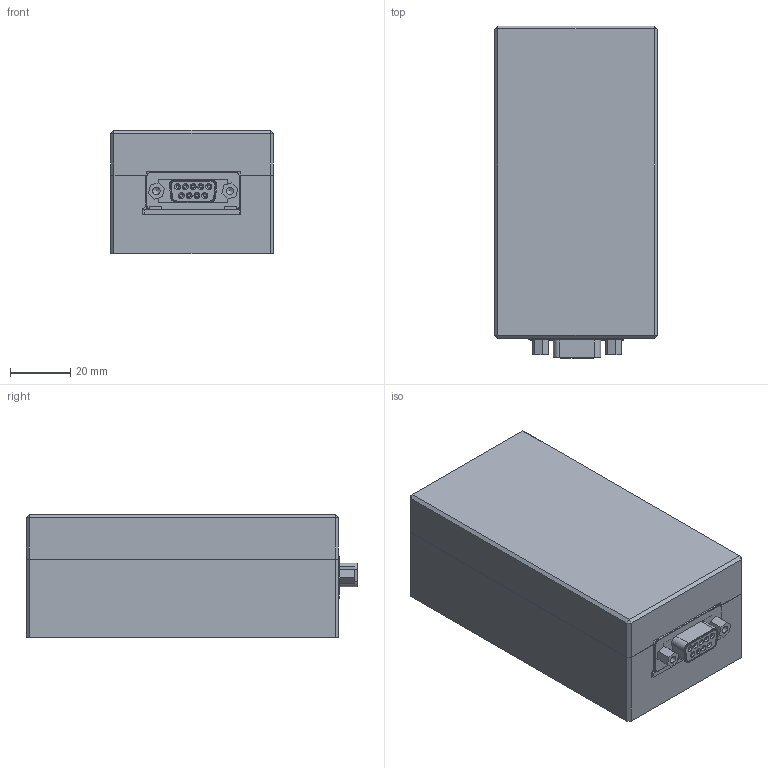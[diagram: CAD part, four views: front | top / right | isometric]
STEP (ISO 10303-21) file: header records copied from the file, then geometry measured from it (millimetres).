
FILE_DESCRIPTION(/* description */ (''),/* implementation_level */ '2;1');
FILE_NAME(/* name */ 'Gehuse ETA v14.step',/* time_stamp */ '2023-12-07T12:07:47+01:00',/* author */ (''),/* organization */ (''),/* preprocessor_version */ 'ST-DEVELOPER v20',/* originating_system */ 'Autodesk Translation Framework v12.14.0.127',/* authorisation */ '');
FILE_SCHEMA (('AUTOMOTIVE_DESIGN { 1 0 10303 214 3 1 1 }'));
Length unit declared in the file: millimetre
Products named in the file (23): Gehäuse ETA; RS232 TO TTL v1; PCB RS232 TO TTL; headermontaj; headermontaj_1; headermontaj_2; headermontaj_3; headerpin; pinn; IC MAX2323; DB9; ETA-Serial2MQTTGateway; PinHeader_1x05_P2.54mm_Vertical; SOLID; WEMOS_D1_mini_light; SOLID (1); PinHeader_1x08_P2.54mm_Vertical; PinHeader_1x08_P2.54mm_Vertical_1; SOLID (2); PinSocket_1x08_P2.54mm_Vertical; PinSocket_1x08_P2.54mm_Vertical_1; SOLID (3); PCB
Assembly tree (30 placements, depth 4):
  Gehäuse ETA
    RS232 TO TTL v1
      PCB RS232 TO TTL
      headermontaj
        headerpin
        pinn
      headermontaj_1
        headerpin
        pinn
      headermontaj_2
        headerpin
        pinn
      headermontaj_3
        headerpin
        pinn
      IC MAX2323
      DB9
    ETA-Serial2MQTTGateway
      PinHeader_1x05_P2.54mm_Vertical
        SOLID
      WEMOS_D1_mini_light
        SOLID (1)
      PinHeader_1x08_P2.54mm_Vertical
        SOLID (2)
      PinHeader_1x08_P2.54mm_Vertical_1
        SOLID (2)
      PinSocket_1x08_P2.54mm_Vertical
        SOLID (3)
      PinSocket_1x08_P2.54mm_Vertical_1
        SOLID (3)
      PCB
Bounding box: 54 x 110.62 x 41 mm (x, y, z)
Volume: 63146.9 mm3; surface area: 65025.3 mm2
Topology: 21 solids, 21 shells, 1823 faces, 4869 edges, 3241 vertices
Faces by surface type: plane 1673, cylinder 120, cone 15, bspline 9, torus 6
Full cylindrical faces by diameter (mm): 0.7 x9, 1 x46, 2.5 x2, 2.7 x4, 3 x4, 3.1 x4, 5.5 x4, 6 x2, 20 x1, 20.5 x1
Entity records: 42077 total; most frequent: CARTESIAN_POINT 8046, ORIENTED_EDGE 6986, DIRECTION 6252, EDGE_CURVE 3493, LINE 3008, VECTOR 3008, VERTEX_POINT 2373, AXIS2_PLACEMENT_3D 1622
